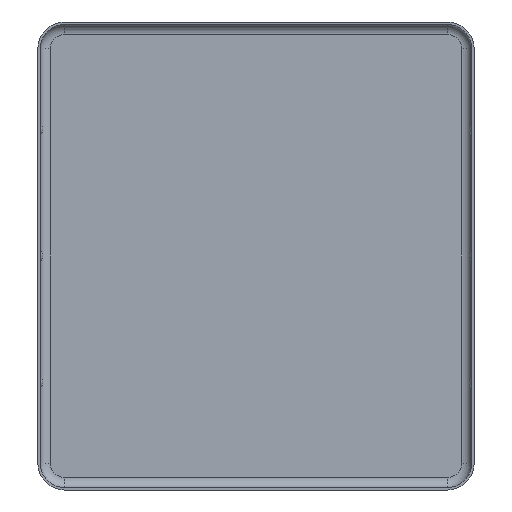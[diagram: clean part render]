
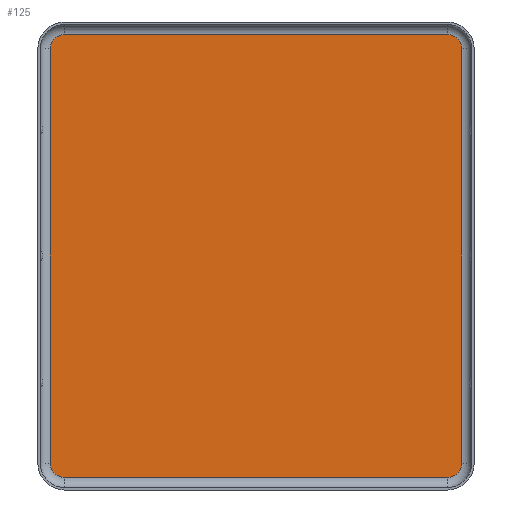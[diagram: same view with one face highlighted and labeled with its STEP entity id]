
A CAD part, front view. The second image highlights one B-rep face of the part: STEP entity #125.
In plain terms, the highlighted planar face has unit normal (0, -1, 0).
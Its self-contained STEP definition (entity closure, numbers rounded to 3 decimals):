
#125 = ADVANCED_FACE( 'NONE', ( #272 ), #273, .T. );
#272 = FACE_OUTER_BOUND( '', #433, .T. );
#273 = PLANE( '', #434 );
#433 = EDGE_LOOP( '', ( #700, #701, #702, #703, #704, #705, #706, #707 ) );
#434 = AXIS2_PLACEMENT_3D( '', #708, #709, #710 );
#700 = ORIENTED_EDGE( '', *, *, #966, .F. );
#701 = ORIENTED_EDGE( '', *, *, #967, .F. );
#702 = ORIENTED_EDGE( '', *, *, #872, .F. );
#703 = ORIENTED_EDGE( '', *, *, #894, .T. );
#704 = ORIENTED_EDGE( '', *, *, #968, .T. );
#705 = ORIENTED_EDGE( '', *, *, #969, .F. );
#706 = ORIENTED_EDGE( '', *, *, #970, .T. );
#707 = ORIENTED_EDGE( '', *, *, #881, .T. );
#708 = CARTESIAN_POINT( '', ( 15.15, 0., -16.4 ) );
#709 = DIRECTION( '', ( 0., -1., 0. ) );
#710 = DIRECTION( '', ( 0., 0., -1. ) );
#872 = EDGE_CURVE( 'NONE', #1012, #1014, #1015, .T. );
#881 = EDGE_CURVE( 'NONE', #1029, #1027, #1030, .T. );
#894 = EDGE_CURVE( 'NONE', #1012, #1050, #1052, .T. );
#966 = EDGE_CURVE( 'NONE', #1158, #1027, #1159, .T. );
#967 = EDGE_CURVE( 'NONE', #1014, #1158, #1160, .T. );
#968 = EDGE_CURVE( 'NONE', #1050, #1161, #1162, .T. );
#969 = EDGE_CURVE( 'NONE', #1163, #1161, #1164, .T. );
#970 = EDGE_CURVE( 'NONE', #1163, #1029, #1165, .T. );
#1012 = VERTEX_POINT( 'NONE', #1212 );
#1014 = VERTEX_POINT( 'NONE', #1214 );
#1015 = LINE( '', #1215, #1216 );
#1027 = VERTEX_POINT( 'NONE', #1230 );
#1029 = VERTEX_POINT( 'NONE', #1232 );
#1030 = CIRCLE( '', #1233, 1.1 );
#1050 = VERTEX_POINT( 'NONE', #1257 );
#1052 = CIRCLE( '', #1259, 1.1 );
#1158 = VERTEX_POINT( 'NONE', #1384 );
#1159 = LINE( '', #1385, #1386 );
#1160 = CIRCLE( '', #1387, 1.1 );
#1161 = VERTEX_POINT( 'NONE', #1388 );
#1162 = LINE( '', #1389, #1390 );
#1163 = VERTEX_POINT( 'NONE', #1391 );
#1164 = CIRCLE( '', #1392, 1.1 );
#1165 = LINE( '', #1393, #1394 );
#1212 = CARTESIAN_POINT( '', ( 16.25, 0., 16.4 ) );
#1214 = CARTESIAN_POINT( '', ( 16.25, 0., -16.4 ) );
#1215 = CARTESIAN_POINT( '', ( 16.25, 0., 0. ) );
#1216 = VECTOR( '', #1450, 1000. );
#1230 = CARTESIAN_POINT( '', ( -15.15, 0., -17.5 ) );
#1232 = CARTESIAN_POINT( '', ( -16.25, 0., -16.4 ) );
#1233 = AXIS2_PLACEMENT_3D( '', #1465, #1466, #1467 );
#1257 = CARTESIAN_POINT( '', ( 15.15, 0., 17.5 ) );
#1259 = AXIS2_PLACEMENT_3D( '', #1490, #1491, #1492 );
#1384 = CARTESIAN_POINT( '', ( 15.15, 0., -17.5 ) );
#1385 = CARTESIAN_POINT( '', ( 15.15, 0., -17.5 ) );
#1386 = VECTOR( '', #1599, 1000. );
#1387 = AXIS2_PLACEMENT_3D( '', #1600, #1601, #1602 );
#1388 = CARTESIAN_POINT( '', ( -15.15, 0., 17.5 ) );
#1389 = CARTESIAN_POINT( '', ( 15.15, 0., 17.5 ) );
#1390 = VECTOR( '', #1603, 1000. );
#1391 = CARTESIAN_POINT( '', ( -16.25, 0., 16.4 ) );
#1392 = AXIS2_PLACEMENT_3D( '', #1604, #1605, #1606 );
#1393 = CARTESIAN_POINT( '', ( -16.25, 0., 0. ) );
#1394 = VECTOR( '', #1607, 1000. );
#1450 = DIRECTION( '', ( 0., 0., -1. ) );
#1465 = CARTESIAN_POINT( '', ( -15.15, 0., -16.4 ) );
#1466 = DIRECTION( '', ( 0., -1., 0. ) );
#1467 = DIRECTION( '', ( 0., 0., 1. ) );
#1490 = CARTESIAN_POINT( '', ( 15.15, 0., 16.4 ) );
#1491 = DIRECTION( '', ( 0., -1., 0. ) );
#1492 = DIRECTION( '', ( 0., 0., -1. ) );
#1599 = DIRECTION( '', ( -1., 0., 0. ) );
#1600 = CARTESIAN_POINT( '', ( 15.15, 0., -16.4 ) );
#1601 = DIRECTION( '', ( 0., 1., 0. ) );
#1602 = DIRECTION( '', ( 0., 0., 1. ) );
#1603 = DIRECTION( '', ( -1., 0., 0. ) );
#1604 = CARTESIAN_POINT( '', ( -15.15, 0., 16.4 ) );
#1605 = DIRECTION( '', ( 0., 1., 0. ) );
#1606 = DIRECTION( '', ( 0., 0., -1. ) );
#1607 = DIRECTION( '', ( 0., 0., -1. ) );
